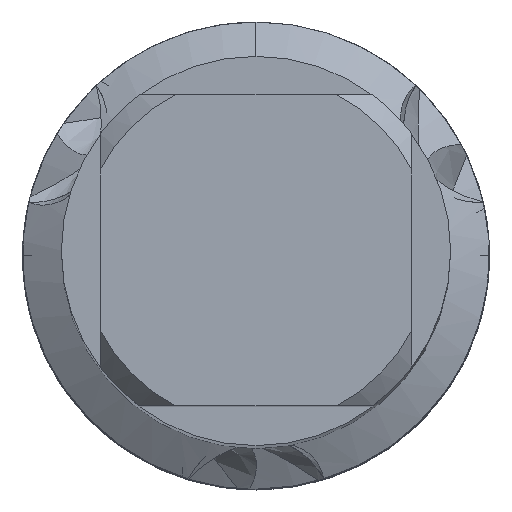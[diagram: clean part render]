
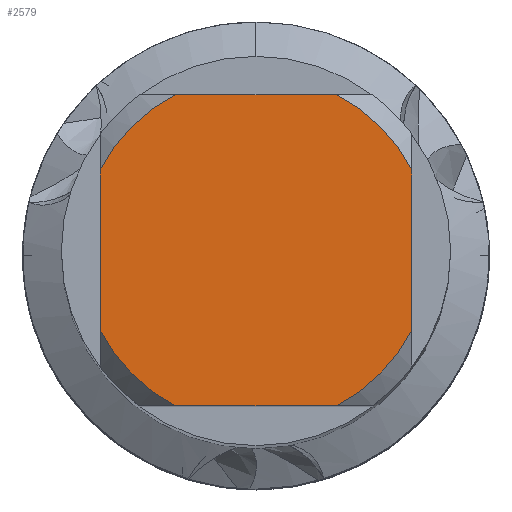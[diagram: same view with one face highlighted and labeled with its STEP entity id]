
A CAD part, top view. The second image highlights one B-rep face of the part: STEP entity #2579.
In plain terms, the highlighted planar face has unit normal (0, 0, 1).
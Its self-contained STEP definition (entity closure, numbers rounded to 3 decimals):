
#1757=EDGE_CURVE('',#3789,#4579,#5152,.T.);
#1789=VERTEX_POINT('',#5185);
#2219=VERTEX_POINT('',#5646);
#2251=EDGE_CURVE('',#4749,#4385,#5683,.T.);
#2277=EDGE_CURVE('',#3789,#2219,#5711,.T.);
#2579=ADVANCED_FACE('',(#6051),#6052,.T.);
#2837=EDGE_CURVE('',#4749,#4799,#6335,.T.);
#2873=EDGE_CURVE('',#1789,#4579,#6372,.T.);
#2957=EDGE_CURVE('',#4211,#4385,#6464,.T.);
#3593=EDGE_CURVE('',#4211,#2219,#7154,.T.);
#3789=VERTEX_POINT('',#7362);
#4211=VERTEX_POINT('',#7824);
#4217=EDGE_CURVE('',#1789,#4799,#7832,.T.);
#4385=VERTEX_POINT('',#8018);
#4579=VERTEX_POINT('',#8229);
#4749=VERTEX_POINT('',#8413);
#4799=VERTEX_POINT('',#8466);
#5152=LINE('',#8867,#8868);
#5185=CARTESIAN_POINT('',(4.0,-2.062,0.0));
#5646=CARTESIAN_POINT('',(-4.0,-2.062,0.0));
#5683=LINE('',#10577,#10578);
#5711=CIRCLE('',#10653,4.5);
#6051=FACE_OUTER_BOUND('',#11401,.T.);
#6052=PLANE('',#11402);
#6335=CIRCLE('',#12860,4.5);
#6372=CIRCLE('',#12941,4.5);
#6464=CIRCLE('',#13168,4.5);
#7154=LINE('',#14834,#14835);
#7362=CARTESIAN_POINT('',(-2.062,-4.0,0.0));
#7824=CARTESIAN_POINT('',(-4.0,2.062,0.0));
#7832=LINE('',#16846,#16847);
#8018=CARTESIAN_POINT('',(-2.062,4.0,0.0));
#8229=CARTESIAN_POINT('',(2.062,-4.0,0.0));
#8413=CARTESIAN_POINT('',(2.062,4.0,0.0));
#8466=CARTESIAN_POINT('',(4.0,2.062,0.0));
#8867=CARTESIAN_POINT('',(0.0,-4.0,0.0));
#8868=VECTOR('',#19875,1.0);
#10577=CARTESIAN_POINT('',(0.0,4.0,0.0));
#10578=VECTOR('',#20435,1.0);
#10653=AXIS2_PLACEMENT_3D('',#20466,#20467,#20468);
#11401=EDGE_LOOP('',(#20918,#20919,#20920,#20921,#20922,#20923,#20924,#20925));
#11402=AXIS2_PLACEMENT_3D('',#20926,#20927,#20928);
#12860=AXIS2_PLACEMENT_3D('',#21302,#21303,#21304);
#12941=AXIS2_PLACEMENT_3D('',#21325,#21326,#21327);
#13168=AXIS2_PLACEMENT_3D('',#21430,#21431,#21432);
#14834=CARTESIAN_POINT('',(-4.0,1.125,0.0));
#14835=VECTOR('',#22145,1.0);
#16846=CARTESIAN_POINT('',(4.0,1.125,0.0));
#16847=VECTOR('',#22771,1.0);
#19875=DIRECTION('',(1.0,0.0,0.0));
#20435=DIRECTION('',(-1.0,0.0,0.0));
#20466=CARTESIAN_POINT('',(0.0,0.0,0.0));
#20467=DIRECTION('',(0.0,0.0,-1.0));
#20468=DIRECTION('',(0.0,1.0,0.0));
#20918=ORIENTED_EDGE('',*,*,#3593,.T.);
#20919=ORIENTED_EDGE('',*,*,#2277,.F.);
#20920=ORIENTED_EDGE('',*,*,#1757,.T.);
#20921=ORIENTED_EDGE('',*,*,#2873,.F.);
#20922=ORIENTED_EDGE('',*,*,#4217,.T.);
#20923=ORIENTED_EDGE('',*,*,#2837,.F.);
#20924=ORIENTED_EDGE('',*,*,#2251,.T.);
#20925=ORIENTED_EDGE('',*,*,#2957,.F.);
#20926=CARTESIAN_POINT('',(0.0,2.25,0.0));
#20927=DIRECTION('',(-0.0,0.0,1.0));
#20928=DIRECTION('',(0.0,-1.0,0.0));
#21302=CARTESIAN_POINT('',(0.0,0.0,0.0));
#21303=DIRECTION('',(0.0,0.0,-1.0));
#21304=DIRECTION('',(0.0,1.0,0.0));
#21325=CARTESIAN_POINT('',(0.0,0.0,0.0));
#21326=DIRECTION('',(0.0,0.0,-1.0));
#21327=DIRECTION('',(0.0,1.0,0.0));
#21430=CARTESIAN_POINT('',(0.0,0.0,0.0));
#21431=DIRECTION('',(0.0,0.0,-1.0));
#21432=DIRECTION('',(0.0,1.0,0.0));
#22145=DIRECTION('',(-0.0,-1.0,0.0));
#22771=DIRECTION('',(-0.0,1.0,0.0));
